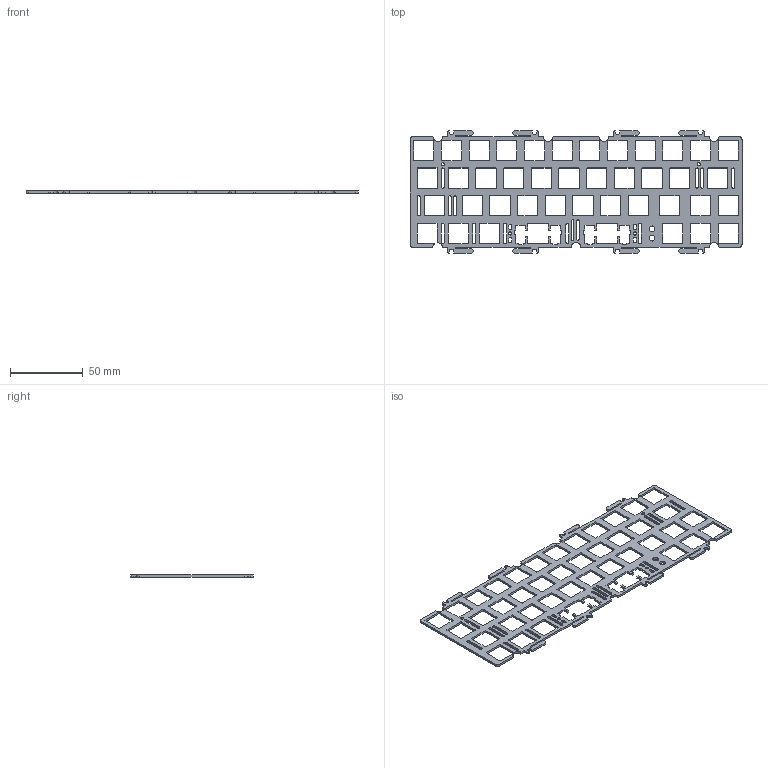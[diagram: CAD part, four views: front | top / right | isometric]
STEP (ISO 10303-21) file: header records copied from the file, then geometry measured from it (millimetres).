
FILE_DESCRIPTION(/* description */ ('','CAx-IF Rec.Pracs.---Representation and Presentation of Product Manufacturing Information (PMI)---4.0---2014-10-13'),/* implementation_level */ '2;1');
FILE_NAME(/* name */ 'd5082d7d-bc54-480f-beaa-f683be7ef1e6.stp',/* time_stamp */ '2024-11-21T07:23:59Z',/* author */ (''),/* organization */ (''),/* preprocessor_version */ 'ST-DEVELOPER v20',/* originating_system */ 'Autodesk Translation Framework v13.20.0.188',/* authorisation */ '');
FILE_SCHEMA (('AP242_MANAGED_MODEL_BASED_3D_ENGINEERING_MIM_LF { 1 0 10303 442 1 1 4 }'));
Length unit declared in the file: millimetre
Products named in the file (1): Plate
Bounding box: 228.6 x 84.2 x 1.5 mm (x, y, z)
Volume: 12980.2 mm3; surface area: 23136.3 mm2
Topology: 1 solids, 1 shells, 590 faces, 1764 edges, 1176 vertices
Faces by surface type: plane 329, cylinder 261
Full cylindrical faces by diameter (mm): 2.2 x4, 4 x2
Entity records: 20250 total; most frequent: CARTESIAN_POINT 3531, ORIENTED_EDGE 3528, DIRECTION 3468, EDGE_CURVE 1764, LINE 1242, VECTOR 1242, VERTEX_POINT 1176, AXIS2_PLACEMENT_3D 1113
